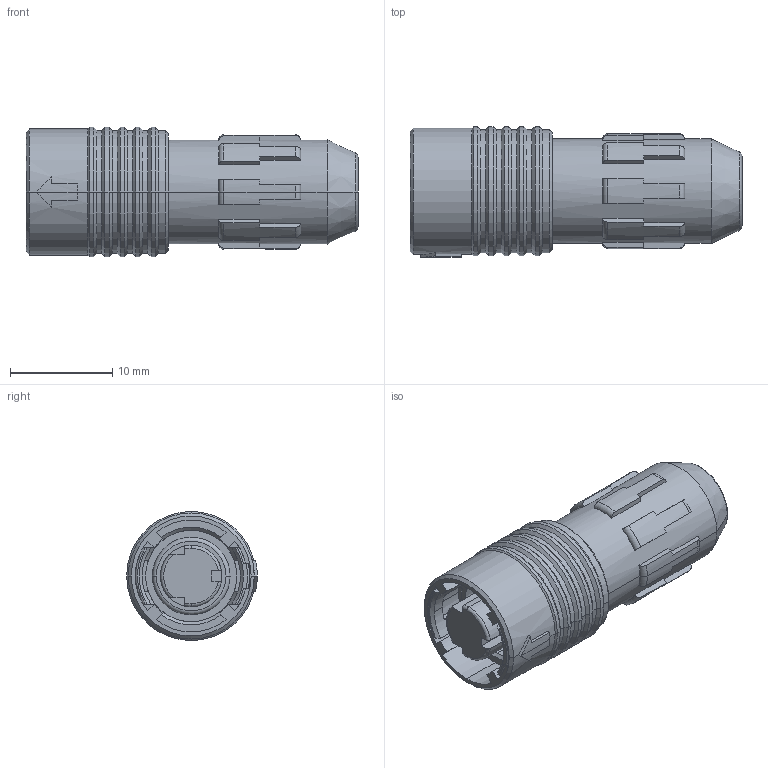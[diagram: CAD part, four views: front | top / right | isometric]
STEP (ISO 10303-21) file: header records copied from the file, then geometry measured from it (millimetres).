
FILE_DESCRIPTION(('CoCreate Modeling STEP Export'),'2;1');
FILE_NAME('HR30-6PA-3S.stp','2010-07-27T 9:45:01',(''),(''),'CoCreate Modeling STEP processor for AP214 (Solid Model)','CoCreate Modeling 17.0 01-Apr-2010 (C) Parametric Technology GmbH','');
FILE_SCHEMA(('AUTOMOTIVE_DESIGN { 1 0 10303 214 1 1 1 1 }'));
Length unit declared in the file: millimetre
Products named in the file (1): HR30-6PA-3S
Bounding box: 32.4 x 12.75 x 12.6 mm (x, y, z)
Volume: 2658.5 mm3; surface area: 2472.9 mm2
Topology: 1 solids, 1 shells, 278 faces, 738 edges, 468 vertices
Faces by surface type: plane 118, cylinder 87, cone 38, torus 35
Entity records: 10477 total; most frequent: CARTESIAN_POINT 4122, ORIENTED_EDGE 1476, DIRECTION 1136, EDGE_CURVE 738, VERTEX_POINT 468, AXIS2_PLACEMENT_3D 389, VECTOR 358, LINE 358
